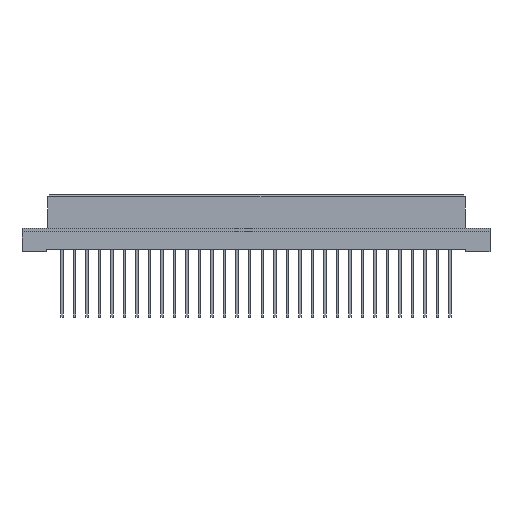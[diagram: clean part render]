
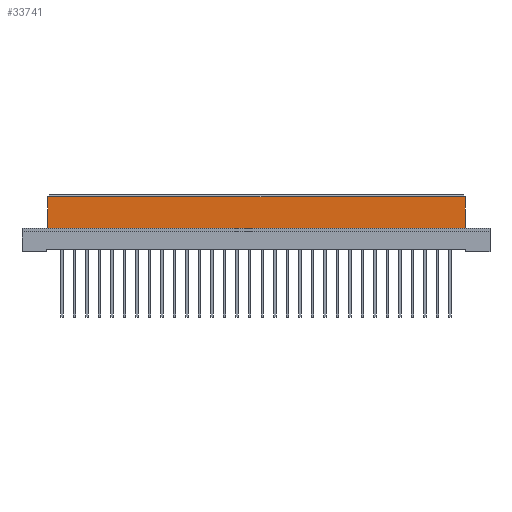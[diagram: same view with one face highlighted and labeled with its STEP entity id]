
A CAD part, front view. The second image highlights one B-rep face of the part: STEP entity #33741.
In plain terms, the highlighted planar face has unit normal (0, -1, 0).
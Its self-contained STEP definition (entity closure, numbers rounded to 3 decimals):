
#1169 = EDGE_CURVE ( 'NONE', #22386, #16549, #31900, .T. ) ;
#1750 = EDGE_LOOP ( 'NONE', ( #17543, #14083, #27065, #5951 ) ) ;
#1812 = CARTESIAN_POINT ( 'NONE',  ( 86.931, 1.15, 4.75 ) ) ;
#5226 = VECTOR ( 'NONE', #11207, 1000. ) ;
#5951 = ORIENTED_EDGE ( 'NONE', *, *, #33410, .T. ) ;
#6927 = CARTESIAN_POINT ( 'NONE',  ( 90., 1.15, 11.08 ) ) ;
#7194 = FACE_OUTER_BOUND ( 'NONE', #1750, .T. ) ;
#8034 = CARTESIAN_POINT ( 'NONE',  ( 5.2, 1.15, 11.08 ) ) ;
#8159 = EDGE_CURVE ( 'NONE', #36571, #22386, #18257, .T. ) ;
#10919 = DIRECTION ( 'NONE',  ( -1., 0., 0. ) ) ;
#11207 = DIRECTION ( 'NONE',  ( 0., 0., -1. ) ) ;
#12752 = VERTEX_POINT ( 'NONE', #28061 ) ;
#14083 = ORIENTED_EDGE ( 'NONE', *, *, #8159, .T. ) ;
#14560 = DIRECTION ( 'NONE',  ( 0., 0., -1. ) ) ;
#16549 = VERTEX_POINT ( 'NONE', #18089 ) ;
#17336 = VECTOR ( 'NONE', #37900, 1000. ) ;
#17543 = ORIENTED_EDGE ( 'NONE', *, *, #20922, .F. ) ;
#18089 = CARTESIAN_POINT ( 'NONE',  ( 5.2, 1.15, 4.75 ) ) ;
#18257 = LINE ( 'NONE', #38161, #17336 ) ;
#19691 = CARTESIAN_POINT ( 'NONE',  ( 86.931, 1.15, 11.48 ) ) ;
#20092 = PLANE ( 'NONE',  #33257 ) ;
#20856 = VECTOR ( 'NONE', #23234, 1000. ) ;
#20922 = EDGE_CURVE ( 'NONE', #36571, #12752, #27754, .T. ) ;
#22386 = VERTEX_POINT ( 'NONE', #8034 ) ;
#23234 = DIRECTION ( 'NONE',  ( 1., 0., 0. ) ) ;
#25567 = LINE ( 'NONE', #1812, #20856 ) ;
#27065 = ORIENTED_EDGE ( 'NONE', *, *, #1169, .T. ) ;
#27754 = LINE ( 'NONE', #32357, #5226 ) ;
#28061 = CARTESIAN_POINT ( 'NONE',  ( 90., 1.15, 4.75 ) ) ;
#28886 = DIRECTION ( 'NONE',  ( 0., 1., 0. ) ) ;
#31900 = LINE ( 'NONE', #33041, #38485 ) ;
#32357 = CARTESIAN_POINT ( 'NONE',  ( 90., 1.15, 11.48 ) ) ;
#33041 = CARTESIAN_POINT ( 'NONE',  ( 5.2, 1.15, 11.48 ) ) ;
#33257 = AXIS2_PLACEMENT_3D ( 'NONE', #19691, #28886, #10919 ) ;
#33410 = EDGE_CURVE ( 'NONE', #16549, #12752, #25567, .T. ) ;
#33741 = ADVANCED_FACE ( 'NONE', ( #7194 ), #20092, .F. ) ;
#36571 = VERTEX_POINT ( 'NONE', #6927 ) ;
#37900 = DIRECTION ( 'NONE',  ( -1., 0., 0. ) ) ;
#38161 = CARTESIAN_POINT ( 'NONE',  ( 86.931, 1.15, 11.08 ) ) ;
#38485 = VECTOR ( 'NONE', #14560, 1000. ) ;
